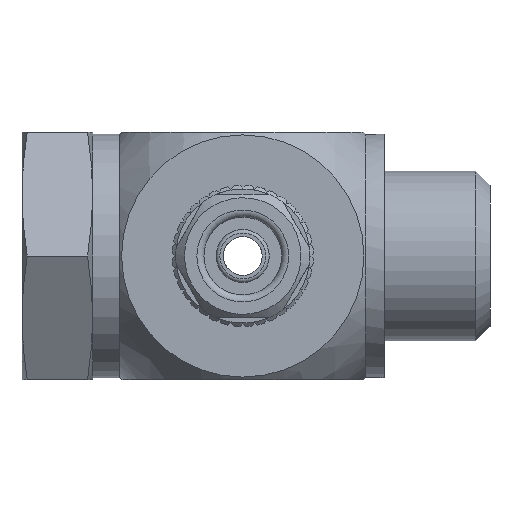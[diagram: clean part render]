
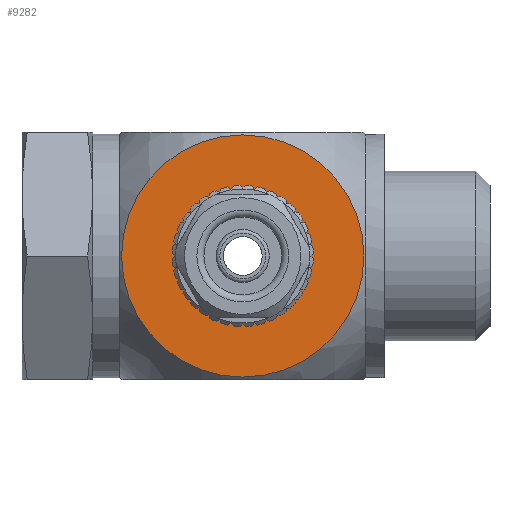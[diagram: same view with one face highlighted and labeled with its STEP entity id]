
A CAD part, left-side view. The second image highlights one B-rep face of the part: STEP entity #9282.
In plain terms, the highlighted planar face has unit normal (-1, 0, 0).
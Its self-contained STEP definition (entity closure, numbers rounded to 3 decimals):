
#1632=PLANE('',#9872);
#1984=FACE_BOUND('',#2652,.T.);
#2070=FACE_OUTER_BOUND('',#2651,.T.);
#2651=EDGE_LOOP('',(#6223));
#2652=EDGE_LOOP('',(#6224));
#3246=CIRCLE('',#9871,6.859);
#3247=CIRCLE('',#9873,3.4);
#3656=VERTEX_POINT('',#13455);
#3657=VERTEX_POINT('',#13458);
#4674=EDGE_CURVE('',#3656,#3656,#3246,.T.);
#4675=EDGE_CURVE('',#3657,#3657,#3247,.T.);
#6223=ORIENTED_EDGE('',*,*,#4674,.T.);
#6224=ORIENTED_EDGE('',*,*,#4675,.F.);
#9282=ADVANCED_FACE('',(#2070,#1984),#1632,.T.);
#9871=AXIS2_PLACEMENT_3D('',#13456,#10899,#10900);
#9872=AXIS2_PLACEMENT_3D('',#13457,#10901,#10902);
#9873=AXIS2_PLACEMENT_3D('',#13459,#10903,#10904);
#10899=DIRECTION('center_axis',(-1.,0.,0.));
#10900=DIRECTION('ref_axis',(0.,0.,1.));
#10901=DIRECTION('center_axis',(-1.,0.,0.));
#10902=DIRECTION('ref_axis',(0.,0.,1.));
#10903=DIRECTION('center_axis',(-1.,0.,0.));
#10904=DIRECTION('ref_axis',(0.,1.,0.));
#13455=CARTESIAN_POINT('',(-7.,-8.5,-6.859));
#13456=CARTESIAN_POINT('Origin',(-7.,-8.5,0.));
#13457=CARTESIAN_POINT('Origin',(-7.,-15.5,-7.));
#13458=CARTESIAN_POINT('',(-7.,-5.1,0.));
#13459=CARTESIAN_POINT('Origin',(-7.,-8.5,0.));
